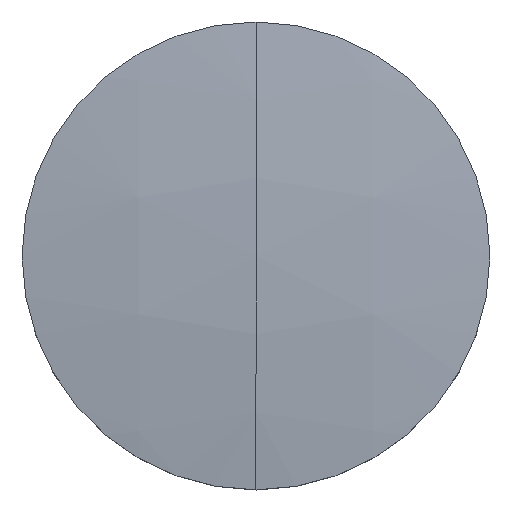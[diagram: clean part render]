
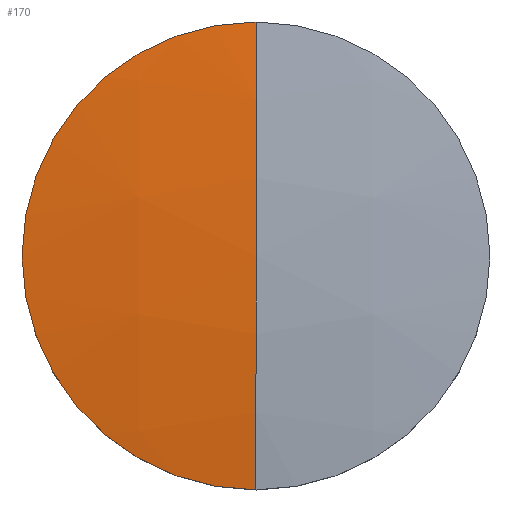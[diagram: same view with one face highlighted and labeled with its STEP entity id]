
A CAD part, top view. The second image highlights one B-rep face of the part: STEP entity #170.
In plain terms, the highlighted spherical face has radius 200 mm.
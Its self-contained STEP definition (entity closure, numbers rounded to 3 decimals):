
#98 = DIRECTION ( 'NONE',  ( 1., 0., 0. ) ) ;
#99 = DIRECTION ( 'NONE',  ( 0., 0., 1. ) ) ;
#100 = CARTESIAN_POINT ( 'NONE',  ( 0., 0., 0.881 ) ) ;
#101 = AXIS2_PLACEMENT_3D ( 'NONE', #100, #99, #98 ) ;
#102 = CIRCLE ( 'NONE', #101, 25.4 ) ;
#105 = CARTESIAN_POINT ( 'NONE',  ( 0., 25.4, 0.881 ) ) ;
#106 = DIRECTION ( 'NONE',  ( 0., 0., -1. ) ) ;
#107 = DIRECTION ( 'NONE',  ( 1., 0., 0. ) ) ;
#108 = CARTESIAN_POINT ( 'NONE',  ( 0., 0., -197.5 ) ) ;
#109 = AXIS2_PLACEMENT_3D ( 'NONE', #108, #107, #106 ) ;
#110 = CIRCLE ( 'NONE', #109, 200. ) ;
#111 = CARTESIAN_POINT ( 'NONE',  ( 0., 0., 2.5 ) ) ;
#112 = DIRECTION ( 'NONE',  ( 1., 0., 0. ) ) ;
#113 = DIRECTION ( 'NONE',  ( 0., 0., 1. ) ) ;
#114 = CARTESIAN_POINT ( 'NONE',  ( 0., 0., 0.881 ) ) ;
#115 = AXIS2_PLACEMENT_3D ( 'NONE', #114, #113, #112 ) ;
#116 = CIRCLE ( 'NONE', #115, 25.4 ) ;
#146 = CARTESIAN_POINT ( 'NONE',  ( 0., -25.4, 0.881 ) ) ;
#162 = EDGE_LOOP ( 'NONE', ( #183, #197, #177, #201 ) ) ;
#166 = VERTEX_POINT ( 'NONE', #250 ) ;
#170 = ADVANCED_FACE ( 'NONE', ( #247 ), #262, .T. ) ;
#177 = ORIENTED_EDGE ( 'NONE', *, *, #178, .T. ) ;
#178 = EDGE_CURVE ( 'NONE', #182, #200, #241, .T. ) ;
#182 = VERTEX_POINT ( 'NONE', #146 ) ;
#183 = ORIENTED_EDGE ( 'NONE', *, *, #206, .T. ) ;
#197 = ORIENTED_EDGE ( 'NONE', *, *, #198, .T. ) ;
#198 = EDGE_CURVE ( 'NONE', #166, #182, #116, .T. ) ;
#200 = VERTEX_POINT ( 'NONE', #111 ) ;
#201 = ORIENTED_EDGE ( 'NONE', *, *, #202, .F. ) ;
#202 = EDGE_CURVE ( 'NONE', #203, #200, #110, .T. ) ;
#203 = VERTEX_POINT ( 'NONE', #105 ) ;
#206 = EDGE_CURVE ( 'NONE', #203, #166, #102, .T. ) ;
#215 = DIRECTION ( 'NONE',  ( 0., 1., 0. ) ) ;
#216 = DIRECTION ( 'NONE',  ( -1., 0., 0. ) ) ;
#217 = CARTESIAN_POINT ( 'NONE',  ( 0., 0., -197.5 ) ) ;
#237 = DIRECTION ( 'NONE',  ( 0., -1., 0. ) ) ;
#238 = DIRECTION ( 'NONE',  ( -1., 0., 0. ) ) ;
#239 = CARTESIAN_POINT ( 'NONE',  ( 0., 0., -197.5 ) ) ;
#240 = AXIS2_PLACEMENT_3D ( 'NONE', #239, #238, #237 ) ;
#241 = CIRCLE ( 'NONE', #240, 200. ) ;
#247 = FACE_OUTER_BOUND ( 'NONE', #162, .T. ) ;
#250 = CARTESIAN_POINT ( 'NONE',  ( -25.4, 0., 0.881 ) ) ;
#261 = AXIS2_PLACEMENT_3D ( 'NONE', #217, #216, #215 ) ;
#262 = SPHERICAL_SURFACE ( 'NONE', #261, 200. ) ;
